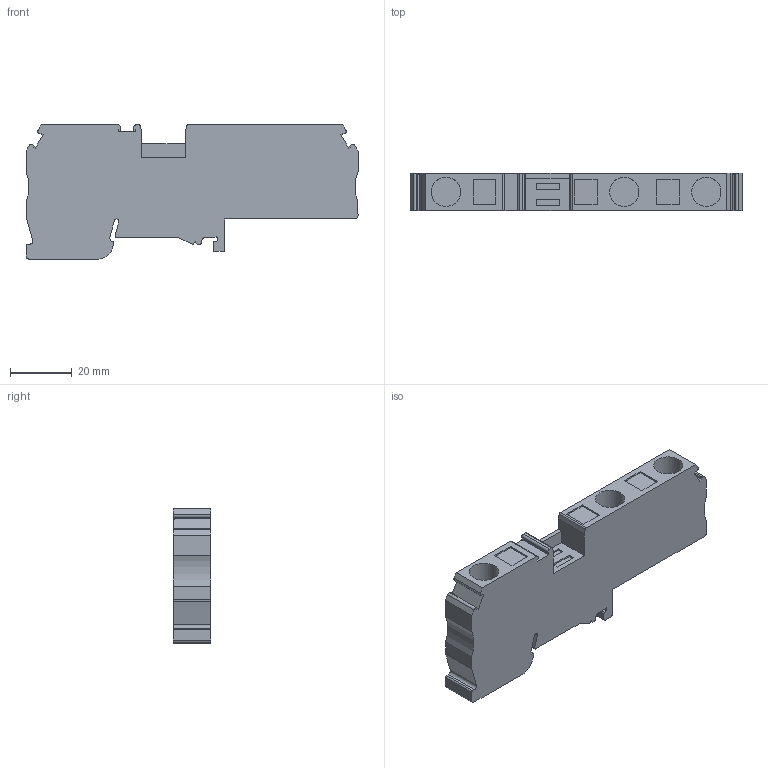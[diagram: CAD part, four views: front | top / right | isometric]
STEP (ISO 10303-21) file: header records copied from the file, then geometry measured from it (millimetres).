
FILE_DESCRIPTION(/* description */ ('Unknown'),/* implementation_level */ '2;1');
FILE_NAME(/* name */ 'DST16-1X2_GY_3D',/* time_stamp */ '2019-11-07T17:03:54+06:00',/* author */ ('Unknown'),/* organization */ ('Unknown'),/* preprocessor_version */ 'ST-DEVELOPER v16.7',/* originating_system */ 'DEX',/* authorisation */ $);
FILE_SCHEMA (('AUTOMOTIVE_DESIGN {1 0 10303 214 3 1 1}'));
Length unit declared in the file: millimetre
Products named in the file (1): DST16-1X2
Bounding box: 107.6 x 12 x 43.5 mm (x, y, z)
Volume: 38637.9 mm3; surface area: 13781.4 mm2
Topology: 1 solids, 1 shells, 130 faces, 358 edges, 238 vertices
Faces by surface type: plane 102, cylinder 28
Full cylindrical faces by diameter (mm): 9.5 x3
Entity records: 4117 total; most frequent: CARTESIAN_POINT 724, ORIENTED_EDGE 710, DIRECTION 673, EDGE_CURVE 355, LINE 299, VECTOR 299, VERTEX_POINT 238, AXIS2_PLACEMENT_3D 187
